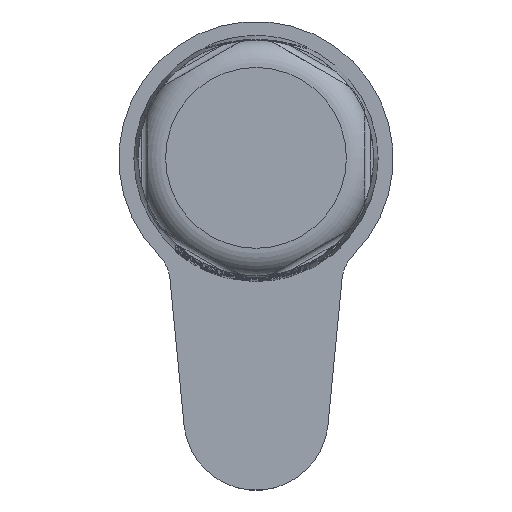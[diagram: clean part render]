
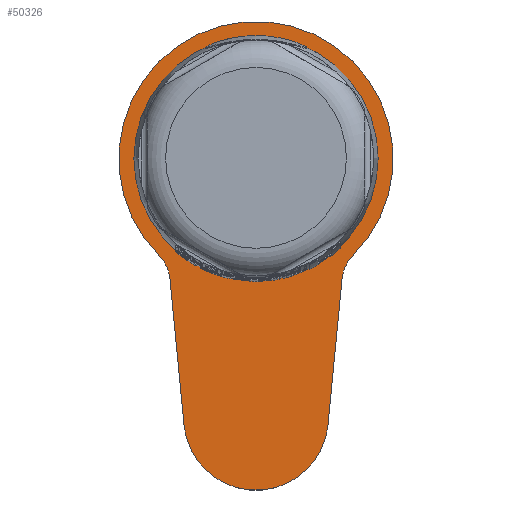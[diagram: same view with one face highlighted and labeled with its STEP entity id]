
A CAD part, top view. The second image highlights one B-rep face of the part: STEP entity #50326.
In plain terms, the highlighted planar face has unit normal (0, 0, 1).
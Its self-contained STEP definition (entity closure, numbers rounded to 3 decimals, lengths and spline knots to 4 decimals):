
#5607=LINE('',#86830,#8245);
#5608=LINE('',#86837,#8246);
#8245=VECTOR('',#61746,1.);
#8246=VECTOR('',#61753,1.);
#10778=FACE_OUTER_BOUND('',#13538,.T.);
#13538=EDGE_LOOP('',(#37113,#37114,#37115,#37116,#37117,#37118));
#15833=CIRCLE('',#53658,1.2);
#15834=CIRCLE('',#53659,0.6);
#15835=CIRCLE('',#53660,2.275);
#15836=CIRCLE('',#53661,0.6);
#19809=VERTEX_POINT('',#86826);
#19810=VERTEX_POINT('',#86827);
#19811=VERTEX_POINT('',#86829);
#19812=VERTEX_POINT('',#86831);
#19813=VERTEX_POINT('',#86833);
#19814=VERTEX_POINT('',#86835);
#26007=EDGE_CURVE('',#19809,#19810,#15833,.T.);
#26008=EDGE_CURVE('',#19810,#19811,#5607,.T.);
#26009=EDGE_CURVE('',#19811,#19812,#15834,.T.);
#26010=EDGE_CURVE('',#19812,#19813,#15835,.T.);
#26011=EDGE_CURVE('',#19813,#19814,#15836,.T.);
#26012=EDGE_CURVE('',#19814,#19809,#5608,.T.);
#37113=ORIENTED_EDGE('',*,*,#26007,.T.);
#37114=ORIENTED_EDGE('',*,*,#26008,.T.);
#37115=ORIENTED_EDGE('',*,*,#26009,.T.);
#37116=ORIENTED_EDGE('',*,*,#26010,.T.);
#37117=ORIENTED_EDGE('',*,*,#26011,.T.);
#37118=ORIENTED_EDGE('',*,*,#26012,.T.);
#45820=PLANE('',#53657);
#50326=ADVANCED_FACE('',(#10778),#45820,.T.);
#53657=AXIS2_PLACEMENT_3D('',#86825,#61742,#61743);
#53658=AXIS2_PLACEMENT_3D('',#86828,#61744,#61745);
#53659=AXIS2_PLACEMENT_3D('',#86832,#61747,#61748);
#53660=AXIS2_PLACEMENT_3D('',#86834,#61749,#61750);
#53661=AXIS2_PLACEMENT_3D('',#86836,#61751,#61752);
#61742=DIRECTION('center_axis',(0.,0.,
1.));
#61743=DIRECTION('ref_axis',(1.,0.,0.));
#61744=DIRECTION('center_axis',(0.,0.,
1.));
#61745=DIRECTION('ref_axis',(-0.995,-0.096,0.));
#61746=DIRECTION('',(0.096,0.995,0.));
#61747=DIRECTION('center_axis',(0.,0.,
-1.));
#61748=DIRECTION('ref_axis',(0.704,-0.71,0.));
#61749=DIRECTION('center_axis',(0.,0.,
1.));
#61750=DIRECTION('ref_axis',(0.704,-0.71,0.));
#61751=DIRECTION('center_axis',(0.,0.,
-1.));
#61752=DIRECTION('ref_axis',(-0.995,-0.096,0.));
#61753=DIRECTION('',(0.096,-0.995,0.));
#86825=CARTESIAN_POINT('Origin',(0.,-1.5318,
2.535));
#86826=CARTESIAN_POINT('',(-1.1945,-4.4147,2.535));
#86827=CARTESIAN_POINT('',(1.1945,-4.4147,2.535));
#86828=CARTESIAN_POINT('Origin',(0.,-4.3,2.535));
#86829=CARTESIAN_POINT('',(1.4279,-1.9834,2.535));
#86830=CARTESIAN_POINT('',(1.1945,-4.4147,2.535));
#86831=CARTESIAN_POINT('',(1.6025,-1.6148,2.535));
#86832=CARTESIAN_POINT('Origin',(2.0251,-2.0407,2.535));
#86833=CARTESIAN_POINT('',(-1.6025,-1.6148,2.535));
#86834=CARTESIAN_POINT('Origin',(0.,0.,
2.535));
#86835=CARTESIAN_POINT('',(-1.4279,-1.9834,2.535));
#86836=CARTESIAN_POINT('Origin',(-2.0251,-2.0407,2.535));
#86837=CARTESIAN_POINT('',(-1.4279,-1.9834,2.535));
